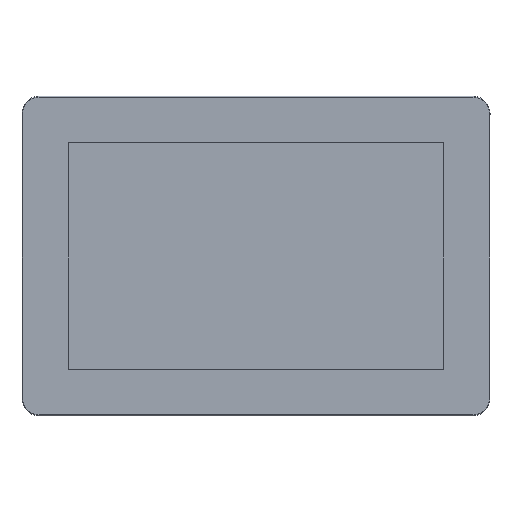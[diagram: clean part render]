
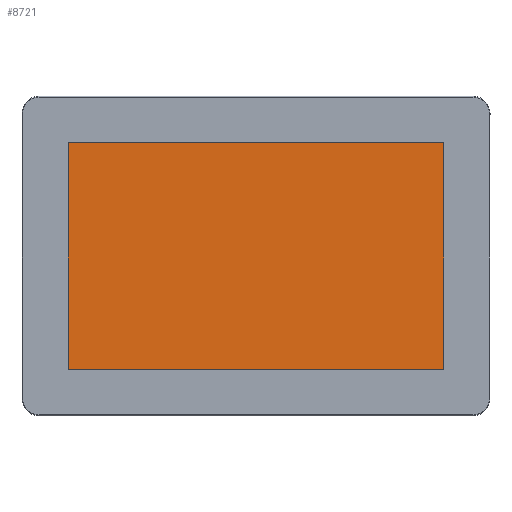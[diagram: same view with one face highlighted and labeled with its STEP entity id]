
A CAD part, top view. The second image highlights one B-rep face of the part: STEP entity #8721.
In plain terms, the highlighted planar face has unit normal (0, 0, 1).
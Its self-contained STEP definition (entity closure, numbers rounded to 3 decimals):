
#475=PLANE('',#9469);
#892=FACE_OUTER_BOUND('',#1346,.T.);
#1346=EDGE_LOOP('',(#7401,#7402,#7403,#7404));
#2206=LINE('',#13493,#3320);
#2210=LINE('',#13501,#3324);
#2213=LINE('',#13507,#3327);
#2216=LINE('',#13512,#3330);
#3320=VECTOR('',#11042,10.);
#3324=VECTOR('',#11048,10.);
#3327=VECTOR('',#11053,10.);
#3330=VECTOR('',#11058,10.);
#4353=VERTEX_POINT('',#13491);
#4354=VERTEX_POINT('',#13492);
#4357=VERTEX_POINT('',#13500);
#4359=VERTEX_POINT('',#13506);
#5418=EDGE_CURVE('',#4353,#4354,#2206,.T.);
#5422=EDGE_CURVE('',#4354,#4357,#2210,.T.);
#5425=EDGE_CURVE('',#4357,#4359,#2213,.T.);
#5428=EDGE_CURVE('',#4359,#4353,#2216,.T.);
#7401=ORIENTED_EDGE('',*,*,#5428,.T.);
#7402=ORIENTED_EDGE('',*,*,#5418,.T.);
#7403=ORIENTED_EDGE('',*,*,#5422,.T.);
#7404=ORIENTED_EDGE('',*,*,#5425,.T.);
#8721=ADVANCED_FACE('',(#892),#475,.T.);
#9469=AXIS2_PLACEMENT_3D('',#13514,#11060,#11061);
#11042=DIRECTION('',(1.,0.,0.));
#11048=DIRECTION('',(0.,1.,0.));
#11053=DIRECTION('',(-1.,0.,0.));
#11058=DIRECTION('',(0.,-1.,0.));
#11060=DIRECTION('center_axis',(0.,0.,1.));
#11061=DIRECTION('ref_axis',(1.,0.,0.));
#13491=CARTESIAN_POINT('',(-54.5,-32.9,1.1));
#13492=CARTESIAN_POINT('',(54.5,-32.9,1.1));
#13493=CARTESIAN_POINT('',(-54.5,-32.9,1.1));
#13500=CARTESIAN_POINT('',(54.5,32.9,1.1));
#13501=CARTESIAN_POINT('',(54.5,-32.9,1.1));
#13506=CARTESIAN_POINT('',(-54.5,32.9,1.1));
#13507=CARTESIAN_POINT('',(54.5,32.9,1.1));
#13512=CARTESIAN_POINT('',(-54.5,32.9,1.1));
#13514=CARTESIAN_POINT('Origin',(0.,0.,
1.1));
